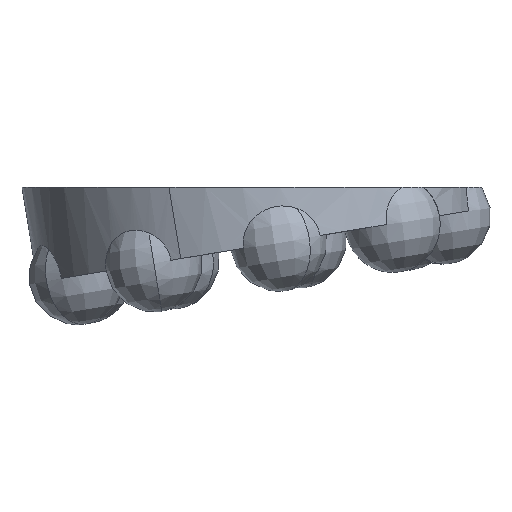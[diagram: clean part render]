
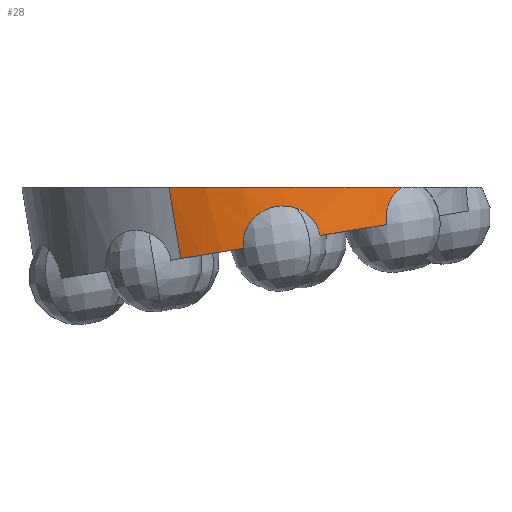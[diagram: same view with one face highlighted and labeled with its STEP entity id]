
A CAD part, left-side view. The second image highlights one B-rep face of the part: STEP entity #28.
In plain terms, the highlighted cylindrical face has radius 28.455 mm (diameter 56.91 mm), a partial arc.
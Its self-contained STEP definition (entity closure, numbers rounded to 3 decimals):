
#28=ADVANCED_FACE('',(#55),#561,.T.);
#55=FACE_OUTER_BOUND('',#83,.T.);
#83=EDGE_LOOP('',(#173,#174,#175,#176,#177,#178,#179));
#173=ORIENTED_EDGE('',*,*,#277,.F.);
#174=ORIENTED_EDGE('',*,*,#276,.T.);
#175=ORIENTED_EDGE('',*,*,#283,.F.);
#176=ORIENTED_EDGE('',*,*,#282,.F.);
#177=ORIENTED_EDGE('',*,*,#285,.T.);
#178=ORIENTED_EDGE('',*,*,#324,.F.);
#179=ORIENTED_EDGE('',*,*,#318,.F.);
#276=EDGE_CURVE('',#493,#499,#395,.T.);
#277=EDGE_CURVE('',#493,#529,#383,.T.);
#282=EDGE_CURVE('',#497,#498,#353,.T.);
#283=EDGE_CURVE('',#498,#499,#354,.T.);
#285=EDGE_CURVE('',#497,#502,#399,.T.);
#318=EDGE_CURVE('',#529,#525,#373,.T.);
#324=EDGE_CURVE('',#525,#502,#378,.T.);
#353=B_SPLINE_CURVE_WITH_KNOTS('',3,(#1399,#1400,#1401,#1402,#1403,#1404,
#1405),.UNSPECIFIED.,.F.,.F.,(4,3,4),(0.,1.665,3.481),
 .UNSPECIFIED.);
#354=B_SPLINE_CURVE_WITH_KNOTS('',3,(#1406,#1407,#1408,#1409,#1410,#1411,
#1412,#1413,#1414,#1415,#1416,#1417,#1418,#1419,#1420,#1421,#1422,#1423,
#1424),.UNSPECIFIED.,.F.,.F.,(4,3,3,3,3,3,4),(0.,0.667,2.544,
3.18,4.022,5.658,7.323),
 .UNSPECIFIED.);
#373=B_SPLINE_CURVE_WITH_KNOTS('',3,(#1660,#1661,#1662,#1663,#1664,#1665,
#1666),.UNSPECIFIED.,.F.,.F.,(4,3,4),(0.,23.209,33.005),
 .UNSPECIFIED.);
#378=B_SPLINE_CURVE_WITH_KNOTS('',3,(#1704,#1705,#1706,#1707,#1708,#1709,
#1710,#1711,#1712,#1713,#1714,#1715,#1716),.UNSPECIFIED.,.F.,.F.,(4,3,3,
3,4),(2.991,3.182,4.02,5.659,
7.324),.UNSPECIFIED.);
#383=(
BOUNDED_CURVE()
B_SPLINE_CURVE(1,(#1365,#1366),.UNSPECIFIED.,.F.,.F.)
B_SPLINE_CURVE_WITH_KNOTS((2,2),(0.,14.677),.UNSPECIFIED.)
CURVE()
GEOMETRIC_REPRESENTATION_ITEM()
RATIONAL_B_SPLINE_CURVE((1.,1.))
REPRESENTATION_ITEM('')
);
#395=TRIMMED_CURVE($,#444,(#1363),(#1364),.T.,.CARTESIAN.);
#399=TRIMMED_CURVE($,#448,(#1429),(#1430),.T.,.CARTESIAN.);
#444=CIRCLE('',#670,28.455);
#448=CIRCLE('',#674,28.455);
#493=VERTEX_POINT('',#1285);
#497=VERTEX_POINT('',#1289);
#498=VERTEX_POINT('',#1290);
#499=VERTEX_POINT('',#1291);
#502=VERTEX_POINT('',#1294);
#525=VERTEX_POINT('',#1317);
#529=VERTEX_POINT('',#1321);
#561=CYLINDRICAL_SURFACE('',#656,28.455);
#656=AXIS2_PLACEMENT_3D('',#821,#714,$);
#670=AXIS2_PLACEMENT_3D($,#1362,#737,#738);
#674=AXIS2_PLACEMENT_3D($,#1428,#745,#746);
#714=DIRECTION('',(0.,0.163,0.987));
#737=DIRECTION('',(0.,0.163,0.987));
#738=DIRECTION('',(-0.939,0.34,-0.056));
#745=DIRECTION('',(0.,0.163,0.987));
#746=DIRECTION('',(-0.956,-0.29,0.048));
#821=CARTESIAN_POINT('',(15.415,-285.174,17.88));
#1285=CARTESIAN_POINT('',(-11.301,-276.518,10.193));
#1289=CARTESIAN_POINT('',(-11.782,-294.436,13.161));
#1290=CARTESIAN_POINT('',(-12.405,-291.439,16.653));
#1291=CARTESIAN_POINT('',(-12.994,-284.577,11.528));
#1294=CARTESIAN_POINT('',(-7.396,-302.964,14.574));
#1317=CARTESIAN_POINT('',(-5.078,-304.941,19.354));
#1321=CARTESIAN_POINT('',(-11.301,-275.,19.354));
#1362=CARTESIAN_POINT('',(15.415,-286.182,11.794));
#1363=CARTESIAN_POINT('',(-11.301,-276.518,10.193));
#1364=CARTESIAN_POINT('',(-12.994,-284.577,11.528));
#1365=CARTESIAN_POINT('',(-11.301,-276.518,10.193));
#1366=CARTESIAN_POINT('',(-11.301,-275.,19.354));
#1399=CARTESIAN_POINT('',(-11.782,-294.436,13.161));
#1400=CARTESIAN_POINT('',(-11.787,-294.295,13.93));
#1401=CARTESIAN_POINT('',(-11.855,-293.957,14.642));
#1402=CARTESIAN_POINT('',(-11.966,-293.463,15.237));
#1403=CARTESIAN_POINT('',(-12.086,-292.924,15.885));
#1404=CARTESIAN_POINT('',(-12.249,-292.223,16.366));
#1405=CARTESIAN_POINT('',(-12.405,-291.439,16.653));
#1406=CARTESIAN_POINT('',(-12.405,-291.439,16.653));
#1407=CARTESIAN_POINT('',(-12.463,-291.148,16.759));
#1408=CARTESIAN_POINT('',(-12.519,-290.849,16.837));
#1409=CARTESIAN_POINT('',(-12.573,-290.543,16.888));
#1410=CARTESIAN_POINT('',(-12.723,-289.69,17.032));
#1411=CARTESIAN_POINT('',(-12.846,-288.805,16.959));
#1412=CARTESIAN_POINT('',(-12.924,-287.976,16.681));
#1413=CARTESIAN_POINT('',(-12.951,-287.693,16.586));
#1414=CARTESIAN_POINT('',(-12.972,-287.418,16.468));
#1415=CARTESIAN_POINT('',(-12.989,-287.154,16.327));
#1416=CARTESIAN_POINT('',(-13.012,-286.805,16.141));
#1417=CARTESIAN_POINT('',(-13.026,-286.477,15.916));
#1418=CARTESIAN_POINT('',(-13.033,-286.178,15.656));
#1419=CARTESIAN_POINT('',(-13.048,-285.6,15.152));
#1420=CARTESIAN_POINT('',(-13.037,-285.14,14.524));
#1421=CARTESIAN_POINT('',(-13.023,-284.854,13.811));
#1422=CARTESIAN_POINT('',(-13.009,-284.563,13.086));
#1423=CARTESIAN_POINT('',(-12.994,-284.463,12.302));
#1424=CARTESIAN_POINT('',(-12.994,-284.577,11.528));
#1428=CARTESIAN_POINT('',(15.415,-286.182,11.794));
#1429=CARTESIAN_POINT('',(-11.782,-294.436,13.161));
#1430=CARTESIAN_POINT('',(-7.396,-302.964,14.574));
#1660=CARTESIAN_POINT('',(-11.301,-275.,19.354));
#1661=CARTESIAN_POINT('',(-13.898,-282.179,19.354));
#1662=CARTESIAN_POINT('',(-13.577,-290.113,19.354));
#1663=CARTESIAN_POINT('',(-10.403,-297.057,19.354));
#1664=CARTESIAN_POINT('',(-9.063,-299.987,19.354));
#1665=CARTESIAN_POINT('',(-7.258,-302.647,19.354));
#1666=CARTESIAN_POINT('',(-5.078,-304.941,19.354));
#1704=CARTESIAN_POINT('',(-5.078,-304.941,19.354));
#1705=CARTESIAN_POINT('',(-5.138,-304.883,19.32));
#1706=CARTESIAN_POINT('',(-5.197,-304.826,19.284));
#1707=CARTESIAN_POINT('',(-5.256,-304.77,19.245));
#1708=CARTESIAN_POINT('',(-5.513,-304.523,19.076));
#1709=CARTESIAN_POINT('',(-5.754,-304.287,18.867));
#1710=CARTESIAN_POINT('',(-5.976,-304.072,18.622));
#1711=CARTESIAN_POINT('',(-6.407,-303.653,18.144));
#1712=CARTESIAN_POINT('',(-6.757,-303.314,17.535));
#1713=CARTESIAN_POINT('',(-7.003,-303.111,16.835));
#1714=CARTESIAN_POINT('',(-7.253,-302.905,16.124));
#1715=CARTESIAN_POINT('',(-7.387,-302.848,15.347));
#1716=CARTESIAN_POINT('',(-7.396,-302.964,14.574));
